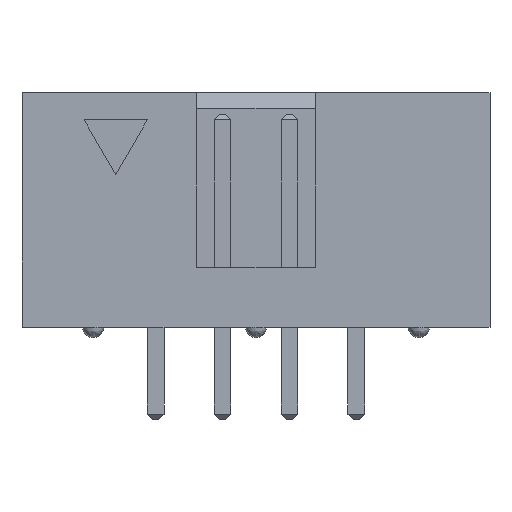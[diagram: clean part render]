
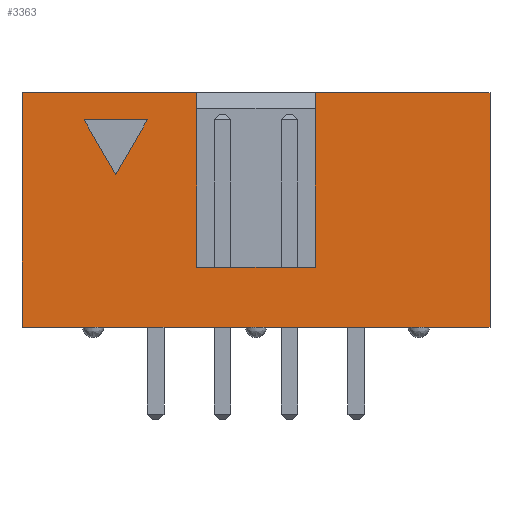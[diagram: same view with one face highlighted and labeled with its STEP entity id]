
A CAD part, front view. The second image highlights one B-rep face of the part: STEP entity #3363.
In plain terms, the highlighted planar face has unit normal (0, -1, 0).
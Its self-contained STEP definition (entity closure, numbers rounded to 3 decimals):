
#136 = EDGE_CURVE ( 'NONE', #1676, #6947, #3058, .T. ) ;
#139 = LINE ( 'NONE', #7989, #2808 ) ;
#402 = EDGE_CURVE ( 'NONE', #7954, #1919, #691, .T. ) ;
#611 = CARTESIAN_POINT ( 'NONE',  ( -3.81, -2.93, 6.63 ) ) ;
#691 = LINE ( 'NONE', #611, #6940 ) ;
#693 = CARTESIAN_POINT ( 'NONE',  ( -6.06, -2.93, -2.27 ) ) ;
#712 = EDGE_CURVE ( 'NONE', #4512, #8122, #8415, .T. ) ;
#757 = VECTOR ( 'NONE', #2487, 1000. ) ;
#1061 = VECTOR ( 'NONE', #3652, 1000. ) ;
#1066 = LINE ( 'NONE', #2242, #1061 ) ;
#1090 = CARTESIAN_POINT ( 'NONE',  ( -1.56, -2.93, 0. ) ) ;
#1147 = VECTOR ( 'NONE', #6541, 1000. ) ;
#1186 = EDGE_LOOP ( 'NONE', ( #2207, #3584, #5575 ) ) ;
#1505 = ORIENTED_EDGE ( 'NONE', *, *, #1985, .F. ) ;
#1545 = CARTESIAN_POINT ( 'NONE',  ( 5.07, -2.93, 5.594 ) ) ;
#1548 = EDGE_CURVE ( 'NONE', #6947, #3642, #1066, .T. ) ;
#1580 = CARTESIAN_POINT ( 'NONE',  ( 5.07, -2.93, -2.27 ) ) ;
#1656 = VERTEX_POINT ( 'NONE', #6233 ) ;
#1676 = VERTEX_POINT ( 'NONE', #3318 ) ;
#1892 = CARTESIAN_POINT ( 'NONE',  ( -3.81, -2.93, -2.27 ) ) ;
#1919 = VERTEX_POINT ( 'NONE', #4008 ) ;
#1985 = EDGE_CURVE ( 'NONE', #2580, #1656, #3496, .T. ) ;
#1987 = VECTOR ( 'NONE', #6095, 1000. ) ;
#2045 = VECTOR ( 'NONE', #5445, 1000. ) ;
#2073 = DIRECTION ( 'NONE',  ( 0., 0., 1. ) ) ;
#2188 = FACE_OUTER_BOUND ( 'NONE', #5834, .T. ) ;
#2199 = LINE ( 'NONE', #4218, #2045 ) ;
#2207 = ORIENTED_EDGE ( 'NONE', *, *, #8062, .T. ) ;
#2242 = CARTESIAN_POINT ( 'NONE',  ( -7.934, -2.93, 5.594 ) ) ;
#2381 = EDGE_CURVE ( 'NONE', #7954, #6000, #3936, .T. ) ;
#2487 = DIRECTION ( 'NONE',  ( 1., 0., 0. ) ) ;
#2580 = VERTEX_POINT ( 'NONE', #7929 ) ;
#2732 = ORIENTED_EDGE ( 'NONE', *, *, #3146, .F. ) ;
#2808 = VECTOR ( 'NONE', #7361, 1000. ) ;
#2977 = ORIENTED_EDGE ( 'NONE', *, *, #5434, .F. ) ;
#3058 = LINE ( 'NONE', #1545, #1987 ) ;
#3068 = EDGE_CURVE ( 'NONE', #6000, #7167, #5361, .T. ) ;
#3089 = CARTESIAN_POINT ( 'NONE',  ( -9.134, -2.93, 3.516 ) ) ;
#3146 = EDGE_CURVE ( 'NONE', #4512, #2580, #2199, .T. ) ;
#3316 = VECTOR ( 'NONE', #2073, 1000. ) ;
#3318 = CARTESIAN_POINT ( 'NONE',  ( -10.334, -2.93, 5.594 ) ) ;
#3363 = ADVANCED_FACE ( 'NONE', ( #4786, #2188 ), #8024, .T. ) ;
#3408 = ORIENTED_EDGE ( 'NONE', *, *, #402, .F. ) ;
#3496 = LINE ( 'NONE', #4197, #5608 ) ;
#3584 = ORIENTED_EDGE ( 'NONE', *, *, #136, .T. ) ;
#3642 = VERTEX_POINT ( 'NONE', #3663 ) ;
#3652 = DIRECTION ( 'NONE',  ( -0.5, 0., -0.866 ) ) ;
#3663 = CARTESIAN_POINT ( 'NONE',  ( -9.134, -2.93, 3.516 ) ) ;
#3790 = CARTESIAN_POINT ( 'NONE',  ( 5.07, -2.93, -2.27 ) ) ;
#3826 = LINE ( 'NONE', #3089, #1147 ) ;
#3900 = DIRECTION ( 'NONE',  ( 0., 0., -1. ) ) ;
#3936 = LINE ( 'NONE', #6608, #4087 ) ;
#4008 = CARTESIAN_POINT ( 'NONE',  ( 5.07, -2.93, 6.63 ) ) ;
#4087 = VECTOR ( 'NONE', #3900, 1000. ) ;
#4114 = DIRECTION ( 'NONE',  ( 0., -1., 0. ) ) ;
#4153 = DIRECTION ( 'NONE',  ( 1., 0., 0. ) ) ;
#4197 = CARTESIAN_POINT ( 'NONE',  ( -3.81, -2.93, 6.63 ) ) ;
#4218 = CARTESIAN_POINT ( 'NONE',  ( -12.69, -2.93, -2.27 ) ) ;
#4271 = CARTESIAN_POINT ( 'NONE',  ( -12.69, -2.93, -2.27 ) ) ;
#4512 = VERTEX_POINT ( 'NONE', #4271 ) ;
#4786 = FACE_BOUND ( 'NONE', #1186, .T. ) ;
#5011 = CARTESIAN_POINT ( 'NONE',  ( -7.934, -2.93, 5.594 ) ) ;
#5321 = ORIENTED_EDGE ( 'NONE', *, *, #712, .T. ) ;
#5361 = LINE ( 'NONE', #6005, #8222 ) ;
#5434 = EDGE_CURVE ( 'NONE', #1919, #8122, #139, .T. ) ;
#5445 = DIRECTION ( 'NONE',  ( 0., 0., 1. ) ) ;
#5575 = ORIENTED_EDGE ( 'NONE', *, *, #1548, .T. ) ;
#5608 = VECTOR ( 'NONE', #4153, 1000. ) ;
#5834 = EDGE_LOOP ( 'NONE', ( #8130, #8318, #6326, #1505, #2732, #5321, #2977, #3408 ) ) ;
#6000 = VERTEX_POINT ( 'NONE', #1090 ) ;
#6005 = CARTESIAN_POINT ( 'NONE',  ( 5.07, -2.93, 0. ) ) ;
#6095 = DIRECTION ( 'NONE',  ( 1., 0., 0. ) ) ;
#6233 = CARTESIAN_POINT ( 'NONE',  ( -6.06, -2.93, 6.63 ) ) ;
#6320 = AXIS2_PLACEMENT_3D ( 'NONE', #1580, #4114, #6729 ) ;
#6326 = ORIENTED_EDGE ( 'NONE', *, *, #8173, .T. ) ;
#6351 = CARTESIAN_POINT ( 'NONE',  ( -6.06, -2.93, 0. ) ) ;
#6541 = DIRECTION ( 'NONE',  ( -0.5, 0., 0.866 ) ) ;
#6608 = CARTESIAN_POINT ( 'NONE',  ( -1.56, -2.93, -2.27 ) ) ;
#6729 = DIRECTION ( 'NONE',  ( 0., 0., -1. ) ) ;
#6940 = VECTOR ( 'NONE', #8465, 1000. ) ;
#6947 = VERTEX_POINT ( 'NONE', #5011 ) ;
#7098 = CARTESIAN_POINT ( 'NONE',  ( -1.56, -2.93, 6.63 ) ) ;
#7167 = VERTEX_POINT ( 'NONE', #6351 ) ;
#7361 = DIRECTION ( 'NONE',  ( 0., 0., -1. ) ) ;
#7929 = CARTESIAN_POINT ( 'NONE',  ( -12.69, -2.93, 6.63 ) ) ;
#7954 = VERTEX_POINT ( 'NONE', #7098 ) ;
#7989 = CARTESIAN_POINT ( 'NONE',  ( 5.07, -2.93, -2.27 ) ) ;
#8024 = PLANE ( 'NONE',  #6320 ) ;
#8052 = LINE ( 'NONE', #693, #3316 ) ;
#8062 = EDGE_CURVE ( 'NONE', #3642, #1676, #3826, .T. ) ;
#8122 = VERTEX_POINT ( 'NONE', #3790 ) ;
#8130 = ORIENTED_EDGE ( 'NONE', *, *, #2381, .T. ) ;
#8173 = EDGE_CURVE ( 'NONE', #7167, #1656, #8052, .T. ) ;
#8222 = VECTOR ( 'NONE', #8456, 1000. ) ;
#8318 = ORIENTED_EDGE ( 'NONE', *, *, #3068, .T. ) ;
#8415 = LINE ( 'NONE', #1892, #757 ) ;
#8456 = DIRECTION ( 'NONE',  ( -1., 0., 0. ) ) ;
#8465 = DIRECTION ( 'NONE',  ( 1., 0., 0. ) ) ;
